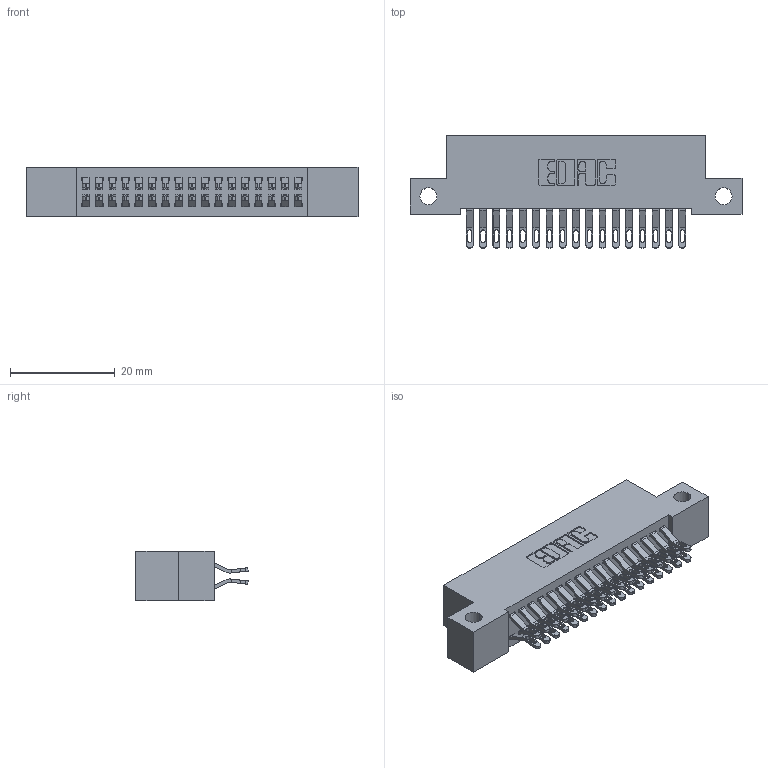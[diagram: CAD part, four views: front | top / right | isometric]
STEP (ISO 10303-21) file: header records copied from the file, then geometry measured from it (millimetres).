
FILE_DESCRIPTION (( 'STEP AP203' ), '1' );
FILE_NAME ('392-034-555-212.STEP', '2019-10-07T16:10:22', ( '' ), ( '' ), 'SwSTEP 2.0', 'SolidWorks 2016', '' );
FILE_SCHEMA (( 'CONFIG_CONTROL_DESIGN' ));
Length unit declared in the file: inch
Products named in the file (3): 342 Part_Side Mount; 345-292-001_555 Tail; 392-034-555-212
Assembly tree (35 placements, depth 2):
  392-034-555-212
    342 Part_Side Mount
    345-292-001_555 Tail  x34
Bounding box: 63.5 x 21.47 x 9.4 mm (x, y, z)
Volume: 5607.7 mm3; surface area: 8681.1 mm2
Topology: 35 solids, 35 shells, 2082 faces, 6521 edges, 4346 vertices
Faces by surface type: plane 1222, cylinder 860
Entity records: 14367 total; most frequent: CARTESIAN_POINT 2444, ORIENTED_EDGE 2350, DIRECTION 2103, EDGE_CURVE 1175, VECTOR 1027, LINE 1027, VERTEX_POINT 782, AXIS2_PLACEMENT_3D 538
